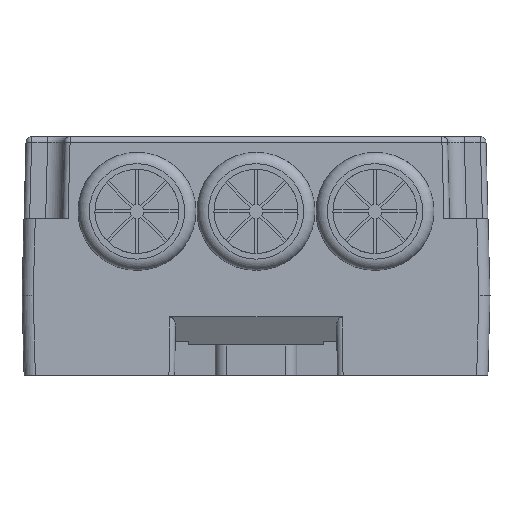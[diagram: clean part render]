
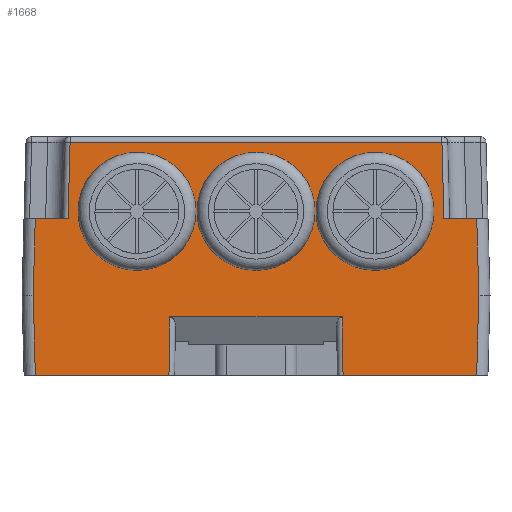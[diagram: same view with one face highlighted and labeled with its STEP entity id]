
A CAD part, front view. The second image highlights one B-rep face of the part: STEP entity #1668.
In plain terms, the highlighted planar face has unit normal (0, -1, 0.026).
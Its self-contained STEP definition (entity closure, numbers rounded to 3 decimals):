
#1668=ADVANCED_FACE('',(#2729,#2730,#2731,#2732),#2186,.T.);
#2186=PLANE('',#10318);
#2543=ELLIPSE('',#10315,10.504,10.5);
#2544=ELLIPSE('',#10316,10.504,10.5);
#2545=ELLIPSE('',#10317,10.504,10.5);
#2729=FACE_BOUND('',#2831,.T.);
#2730=FACE_BOUND('',#2832,.T.);
#2731=FACE_BOUND('',#2833,.T.);
#2732=FACE_BOUND('',#2834,.T.);
#2831=EDGE_LOOP('',(#5460,#5461,#5462,#5463,#5464,#5465,#5466,#5467,#5468,
#5469,#5470,#5471,#5472,#5473,#5474));
#2832=EDGE_LOOP('',(#5475));
#2833=EDGE_LOOP('',(#5476));
#2834=EDGE_LOOP('',(#5477));
#3496=LINE('',#14081,#4456);
#3497=LINE('',#14084,#4457);
#3498=LINE('',#14086,#4458);
#3499=LINE('',#14088,#4459);
#3500=LINE('',#14090,#4460);
#3501=LINE('',#14092,#4461);
#3502=LINE('',#14094,#4462);
#3503=LINE('',#14096,#4463);
#3504=LINE('',#14098,#4464);
#3505=LINE('',#14100,#4465);
#3506=LINE('',#14102,#4466);
#3507=LINE('',#14104,#4467);
#3508=LINE('',#14106,#4468);
#3509=LINE('',#14108,#4469);
#3510=LINE('',#14110,#4470);
#4456=VECTOR('',#11240,1.);
#4457=VECTOR('',#11241,1.);
#4458=VECTOR('',#11242,1.);
#4459=VECTOR('',#11243,1.);
#4460=VECTOR('',#11244,1.);
#4461=VECTOR('',#11245,1.);
#4462=VECTOR('',#11246,1.);
#4463=VECTOR('',#11247,1.);
#4464=VECTOR('',#11248,1.);
#4465=VECTOR('',#11249,1.);
#4466=VECTOR('',#11250,1.);
#4467=VECTOR('',#11251,1.);
#4468=VECTOR('',#11252,1.);
#4469=VECTOR('',#11253,1.);
#4470=VECTOR('',#11254,1.);
#5460=ORIENTED_EDGE('',*,*,#8934,.T.);
#5461=ORIENTED_EDGE('',*,*,#8935,.T.);
#5462=ORIENTED_EDGE('',*,*,#8936,.F.);
#5463=ORIENTED_EDGE('',*,*,#8937,.T.);
#5464=ORIENTED_EDGE('',*,*,#8938,.T.);
#5465=ORIENTED_EDGE('',*,*,#8939,.T.);
#5466=ORIENTED_EDGE('',*,*,#8940,.F.);
#5467=ORIENTED_EDGE('',*,*,#8941,.T.);
#5468=ORIENTED_EDGE('',*,*,#8942,.T.);
#5469=ORIENTED_EDGE('',*,*,#8943,.T.);
#5470=ORIENTED_EDGE('',*,*,#8944,.T.);
#5471=ORIENTED_EDGE('',*,*,#8945,.T.);
#5472=ORIENTED_EDGE('',*,*,#8946,.T.);
#5473=ORIENTED_EDGE('',*,*,#8947,.T.);
#5474=ORIENTED_EDGE('',*,*,#8948,.T.);
#5475=ORIENTED_EDGE('',*,*,#8949,.T.);
#5476=ORIENTED_EDGE('',*,*,#8950,.T.);
#5477=ORIENTED_EDGE('',*,*,#8951,.T.);
#8076=VERTEX_POINT('',#14082);
#8077=VERTEX_POINT('',#14083);
#8078=VERTEX_POINT('',#14085);
#8079=VERTEX_POINT('',#14087);
#8080=VERTEX_POINT('',#14089);
#8081=VERTEX_POINT('',#14091);
#8082=VERTEX_POINT('',#14093);
#8083=VERTEX_POINT('',#14095);
#8084=VERTEX_POINT('',#14097);
#8085=VERTEX_POINT('',#14099);
#8086=VERTEX_POINT('',#14101);
#8087=VERTEX_POINT('',#14103);
#8088=VERTEX_POINT('',#14105);
#8089=VERTEX_POINT('',#14107);
#8090=VERTEX_POINT('',#14109);
#8091=VERTEX_POINT('',#14112);
#8092=VERTEX_POINT('',#14114);
#8093=VERTEX_POINT('',#14116);
#8934=EDGE_CURVE('',#8076,#8077,#3496,.T.);
#8935=EDGE_CURVE('',#8077,#8078,#3497,.T.);
#8936=EDGE_CURVE('',#8079,#8078,#3498,.T.);
#8937=EDGE_CURVE('',#8079,#8080,#3499,.T.);
#8938=EDGE_CURVE('',#8080,#8081,#3500,.T.);
#8939=EDGE_CURVE('',#8081,#8082,#3501,.T.);
#8940=EDGE_CURVE('',#8083,#8082,#3502,.T.);
#8941=EDGE_CURVE('',#8083,#8084,#3503,.T.);
#8942=EDGE_CURVE('',#8084,#8085,#3504,.T.);
#8943=EDGE_CURVE('',#8085,#8086,#3505,.T.);
#8944=EDGE_CURVE('',#8086,#8087,#3506,.T.);
#8945=EDGE_CURVE('',#8087,#8088,#3507,.T.);
#8946=EDGE_CURVE('',#8088,#8089,#3508,.T.);
#8947=EDGE_CURVE('',#8089,#8090,#3509,.T.);
#8948=EDGE_CURVE('',#8090,#8076,#3510,.T.);
#8949=EDGE_CURVE('',#8091,#8091,#2543,.T.);
#8950=EDGE_CURVE('',#8092,#8092,#2544,.T.);
#8951=EDGE_CURVE('',#8093,#8093,#2545,.T.);
#10315=AXIS2_PLACEMENT_3D('',#14111,#11255,#11256);
#10316=AXIS2_PLACEMENT_3D('',#14113,#11257,#11258);
#10317=AXIS2_PLACEMENT_3D('',#14115,#11259,#11260);
#10318=AXIS2_PLACEMENT_3D('',#14117,#11261,#11262);
#11240=DIRECTION('',(0.026,0.026,0.999));
#11241=DIRECTION('',(-0.026,0.026,0.999));
#11242=DIRECTION('',(1.,0.,0.));
#11243=DIRECTION('',(-0.026,0.026,0.999));
#11244=DIRECTION('',(-1.,0.,0.));
#11245=DIRECTION('',(-0.026,-0.026,-0.999));
#11246=DIRECTION('',(1.,0.,0.));
#11247=DIRECTION('',(-0.026,-0.026,-0.999));
#11248=DIRECTION('',(1.,0.,0.));
#11249=DIRECTION('',(0.026,-0.026,-0.999));
#11250=DIRECTION('',(1.,0.,0.));
#11251=DIRECTION('',(0.017,0.026,1.));
#11252=DIRECTION('',(1.,0.,0.));
#11253=DIRECTION('',(0.017,-0.026,-1.));
#11254=DIRECTION('',(1.,0.,0.));
#11255=DIRECTION('',(0.,1.,-0.026));
#11256=DIRECTION('',(0.,-0.026,-1.));
#11257=DIRECTION('',(0.,1.,-0.026));
#11258=DIRECTION('',(0.,-0.026,-1.));
#11259=DIRECTION('',(0.,1.,-0.026));
#11260=DIRECTION('',(0.,-0.026,-1.));
#11261=DIRECTION('',(0.,-1.,0.026));
#11262=DIRECTION('',(0.,0.026,1.));
#14081=CARTESIAN_POINT('',(153.575,89.015,7.052));
#14082=CARTESIAN_POINT('',(153.202,88.641,-7.2));
#14083=CARTESIAN_POINT('',(153.576,89.013,7.));
#14084=CARTESIAN_POINT('',(153.581,89.009,6.838));
#14085=CARTESIAN_POINT('',(153.218,89.372,20.702));
#14086=CARTESIAN_POINT('',(151.586,89.372,20.702));
#14087=CARTESIAN_POINT('',(147.372,89.372,20.702));
#14088=CARTESIAN_POINT('',(147.016,89.728,34.303));
#14089=CARTESIAN_POINT('',(147.015,89.729,34.329));
#14090=CARTESIAN_POINT('',(60.51,89.729,34.329));
#14091=CARTESIAN_POINT('',(80.78,89.729,34.329));
#14092=CARTESIAN_POINT('',(80.213,89.162,12.676));
#14093=CARTESIAN_POINT('',(80.423,89.372,20.702));
#14094=CARTESIAN_POINT('',(76.209,89.372,20.702));
#14095=CARTESIAN_POINT('',(74.577,89.372,20.702));
#14096=CARTESIAN_POINT('',(74.214,89.009,6.838));
#14097=CARTESIAN_POINT('',(74.218,89.013,7.));
#14098=CARTESIAN_POINT('',(123.397,89.013,7.));
#14099=CARTESIAN_POINT('',(74.221,89.013,7.));
#14100=CARTESIAN_POINT('',(74.592,88.643,-7.148));
#14101=CARTESIAN_POINT('',(74.593,88.641,-7.2));
#14102=CARTESIAN_POINT('',(113.898,88.641,-7.2));
#14103=CARTESIAN_POINT('',(98.392,88.641,-7.2));
#14104=CARTESIAN_POINT('',(98.574,88.914,3.216));
#14105=CARTESIAN_POINT('',(98.574,88.914,3.198));
#14106=CARTESIAN_POINT('',(113.898,88.914,3.198));
#14107=CARTESIAN_POINT('',(129.222,88.914,3.198));
#14108=CARTESIAN_POINT('',(129.403,88.642,-7.183));
#14109=CARTESIAN_POINT('',(129.403,88.641,-7.2));
#14110=CARTESIAN_POINT('',(113.898,88.641,-7.2));
#14111=CARTESIAN_POINT('',(135.098,89.406,21.998));
#14112=CARTESIAN_POINT('',(135.098,89.131,11.498));
#14113=CARTESIAN_POINT('',(113.898,89.406,21.998));
#14114=CARTESIAN_POINT('',(113.898,89.131,11.498));
#14115=CARTESIAN_POINT('',(92.698,89.406,21.998));
#14116=CARTESIAN_POINT('',(92.698,89.131,11.498));
#14117=CARTESIAN_POINT('',(113.898,88.982,5.8));
